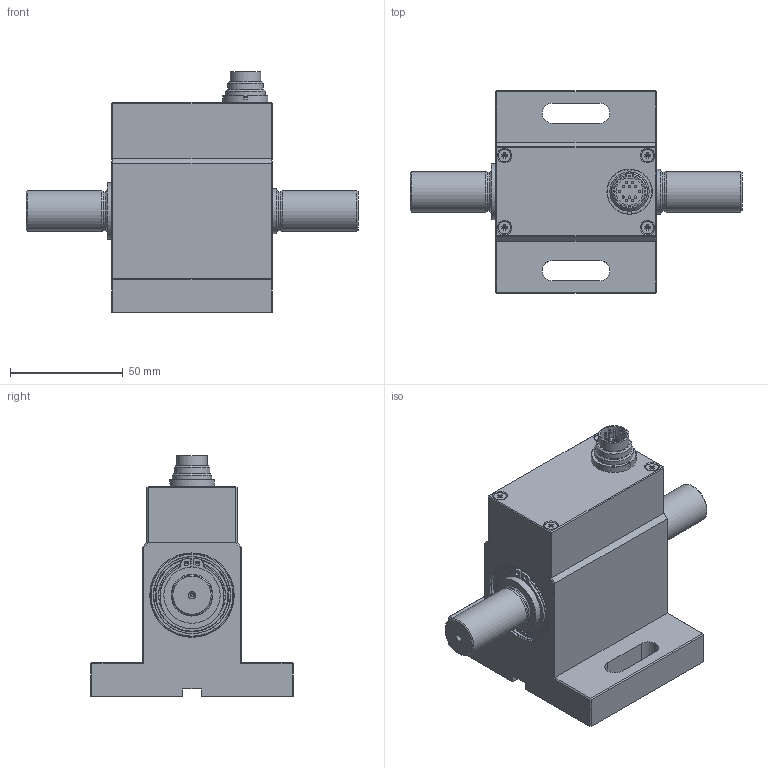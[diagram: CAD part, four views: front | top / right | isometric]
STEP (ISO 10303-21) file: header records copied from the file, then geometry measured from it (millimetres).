
FILE_DESCRIPTION( ( 'Unknown' ), '1' );
FILE_NAME( 'Dr2531-50_5-100_10Nm.stp', 'Unknown', ( 'Unknown' ), ( 'Unknown' ), 'PSStep 17.0.49', 'Unknown', ' ' );
FILE_SCHEMA( ( 'AUTOMOTIVE_DESIGN { 1 0 10303 214 1 1 1 1 }' ) );
Length unit declared in the file: millimetre
Products named in the file (28): 2212-b01_doc-00048945; 2212-001_doc-00028048; Sicherungsring DIN 472-32x1,2-T1; INA-20x32x7-61804 2Z; 2320-B01_DOC-00072729; 2177-001_doc-00046203; ina-25x37x7-61805 2z; sicherungsring din 471-25x1,2-t1; sicherungsring din 471-20x1,2-t1; 2318-B01_Gehäusedeckel_DOC-00070626; 2318-001_DOC-00070613; Zylinderstift ISO 8734-2x6-B; Zylinderstift ISO 8734-2x6-B-oa0; Senkschraube DIN 965-M3x30-H; Senkschraube DIN 965-M3x30-H-oa1; Senkschraube DIN 965-M3x30-H-oa2; Senkschraube DIN 965-M3x30-H-oa3; Assem1; flanschstecker 12-polig serie 723; mutter_09-0323-89-06_DOC-00067592
Assembly tree (27 placements, depth 3):
  Assem1
    flanschstecker 12-polig serie 723
    mutter_09-0323-89-06_DOC-00067592
    2320-B01_DOC-00072729
      2177-001_doc-00046203
      ina-25x37x7-61805 2z
      ina-25x37x7-61805 2z
      ina-25x37x7-61805 2z
      ina-25x37x7-61805 2z
      ina-25x37x7-61805 2z
      sicherungsring din 471-25x1,2-t1
      sicherungsring din 471-20x1,2-t1
    2212-b01_doc-00048945
      2212-001_doc-00028048
      Sicherungsring DIN 472-32x1,2-T1
      INA-20x32x7-61804 2Z
      INA-20x32x7-61804 2Z
      INA-20x32x7-61804 2Z
      INA-20x32x7-61804 2Z
      INA-20x32x7-61804 2Z
    2318-B01_Gehäusedeckel_DOC-00070626
      2318-001_DOC-00070613
      Zylinderstift ISO 8734-2x6-B
      Zylinderstift ISO 8734-2x6-B-oa0
      Senkschraube DIN 965-M3x30-H
      Senkschraube DIN 965-M3x30-H-oa1
      Senkschraube DIN 965-M3x30-H-oa2
      Senkschraube DIN 965-M3x30-H-oa3
Bounding box: 147.5 x 90 x 107 mm (x, y, z)
Volume: 253564 mm3; surface area: 83521 mm2
Topology: 24 solids, 26 shells, 487 faces, 1083 edges, 704 vertices
Faces by surface type: plane 243, cylinder 174, cone 46, torus 22, bspline 2
Full cylindrical faces by diameter (mm): 1 x24, 1.6 x2, 2 x8, 2.2 x2, 2.387 x4, 2.459 x4, 2.5 x2, 3 x4, 3.242 x4, 3.4 x4, 5.6 x4, 12 x1, 13.5 x1, 15 x1, 15.875 x1, 17.188 x1, 17.4 x2, 17.462 x1, 17.8 x1, 18 x2, 19 x1, 20 x5, 22 x1, 23.9 x3, 24.1 x2, 24.2 x2, 25 x3, 28.5 x2, 28.9 x2, 29.28 x2
Entity records: 16494 total; most frequent: DIRECTION 2248, CARTESIAN_POINT 2056, ORIENTED_EDGE 1644, AXIS2_PLACEMENT_3D 914, EDGE_CURVE 822, EDGE_LOOP 776, VERTEX_POINT 650, FACE_OUTER_BOUND 620
